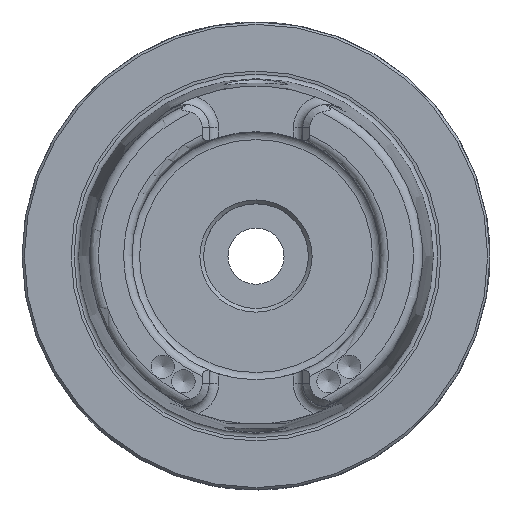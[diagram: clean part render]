
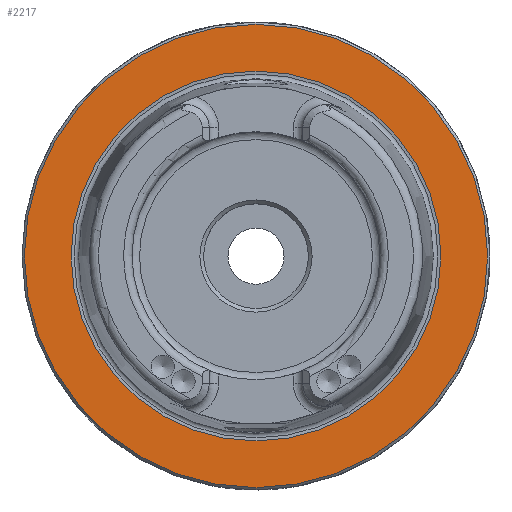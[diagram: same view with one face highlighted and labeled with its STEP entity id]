
A CAD part, top view. The second image highlights one B-rep face of the part: STEP entity #2217.
In plain terms, the highlighted planar face has unit normal (0, 0, 1).
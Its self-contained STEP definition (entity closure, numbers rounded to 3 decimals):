
#360=PLANE('',#2483);
#770=ORIENTED_EDGE('',*,*,#1205,.T.);
#771=ORIENTED_EDGE('',*,*,#1203,.F.);
#1203=EDGE_CURVE('',#1437,#1437,#1566,.T.);
#1205=EDGE_CURVE('',#1439,#1439,#1568,.T.);
#1437=VERTEX_POINT('',#4176);
#1439=VERTEX_POINT('',#4181);
#1566=CIRCLE('',#2481,39.511);
#1568=CIRCLE('',#2484,49.5);
#1749=EDGE_LOOP('',(#770));
#1750=EDGE_LOOP('',(#771));
#1985=FACE_BOUND('',#1749,.T.);
#1986=FACE_BOUND('',#1750,.T.);
#2217=ADVANCED_FACE('',(#1985,#1986),#360,.T.);
#2481=AXIS2_PLACEMENT_3D('',#4175,#3054,#3055);
#2483=AXIS2_PLACEMENT_3D('',#4179,#3058,#3059);
#2484=AXIS2_PLACEMENT_3D('',#4180,#3060,#3061);
#3054=DIRECTION('',(0.,0.,1.));
#3055=DIRECTION('',(1.,0.,0.));
#3058=DIRECTION('',(0.,0.,1.));
#3059=DIRECTION('',(1.,0.,0.));
#3060=DIRECTION('',(0.,0.,1.));
#3061=DIRECTION('',(1.,0.,0.));
#4175=CARTESIAN_POINT('',(0.,0.,0.));
#4176=CARTESIAN_POINT('',(39.511,0.,0.));
#4179=CARTESIAN_POINT('',(49.5,0.,0.));
#4180=CARTESIAN_POINT('',(0.,0.,0.));
#4181=CARTESIAN_POINT('',(49.5,0.,0.));
